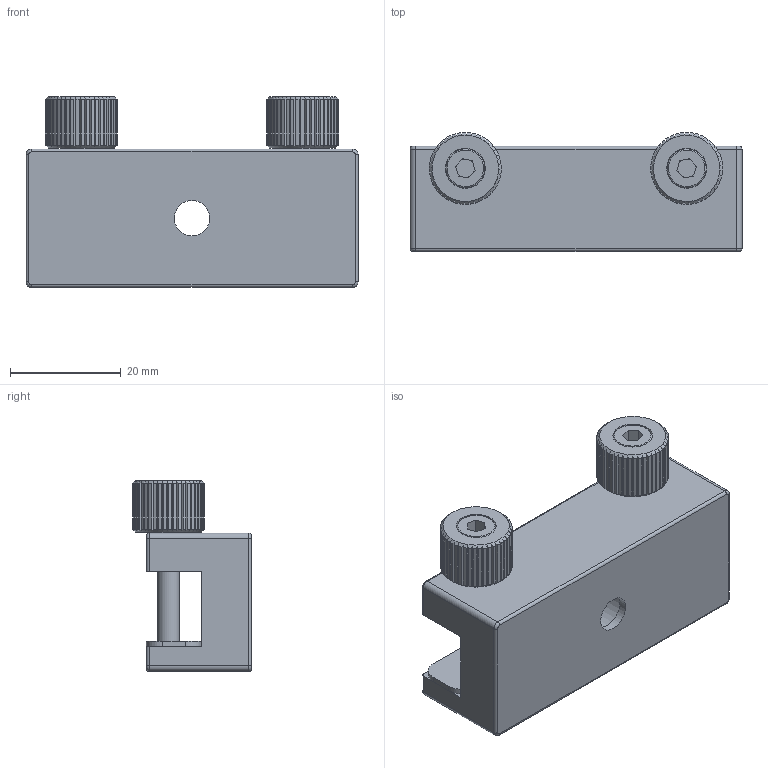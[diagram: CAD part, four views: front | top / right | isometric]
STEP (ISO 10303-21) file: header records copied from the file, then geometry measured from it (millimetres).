
FILE_DESCRIPTION (( 'STEP AP203' ), '1' );
FILE_NAME ('EPH-10(§ï).step', '2017-01-11T07:14:45', ( '¦K¬P' ), ( '' ), 'SwSTEP 2.0', 'SolidWorks 2012', '' );
FILE_SCHEMA (( 'CONFIG_CONTROL_DESIGN' ));
Length unit declared in the file: millimetre
Products named in the file (1): EPH-10(改)
Bounding box: 60 x 21.5 x 34.5 mm (x, y, z)
Surface area: 10138.4 mm2 (no closed solid volume)
Topology: 0 solids, 6 shells, 336 faces, 971 edges, 644 vertices
Faces by surface type: plane 208, cylinder 114, torus 10, cone 4
Full cylindrical faces by diameter (mm): 4 x2, 6.4 x1, 7 x2, 7.2 x2, 10.5 x1
Entity records: 11327 total; most frequent: CARTESIAN_POINT 2982, ORIENTED_EDGE 1868, DIRECTION 1519, EDGE_CURVE 951, VERTEX_POINT 638, AXIS2_PLACEMENT_3D 583, EDGE_LOOP 362, LINE 353
